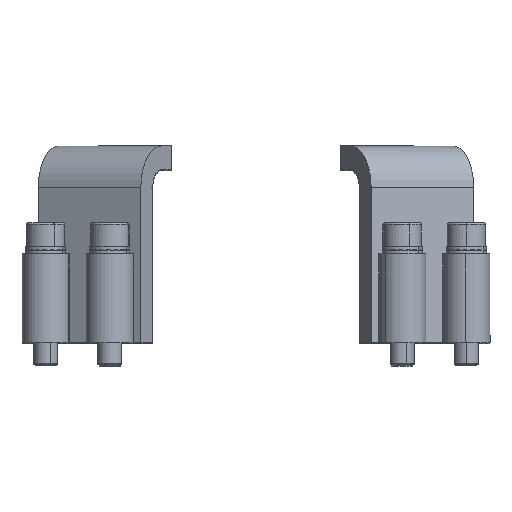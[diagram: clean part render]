
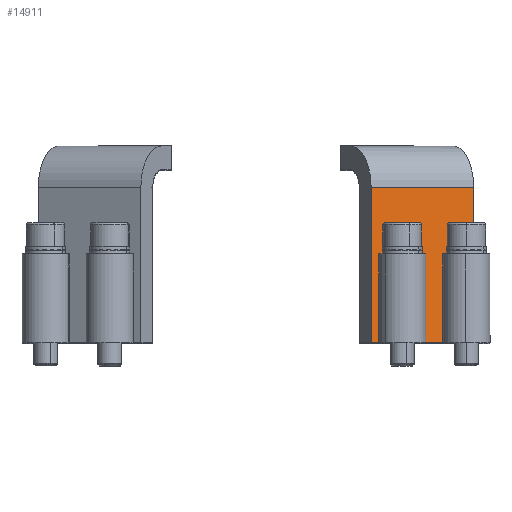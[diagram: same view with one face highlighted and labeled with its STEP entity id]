
A CAD part, top view. The second image highlights one B-rep face of the part: STEP entity #14911.
In plain terms, the highlighted planar face has unit normal (0.5, 0, 0.866).
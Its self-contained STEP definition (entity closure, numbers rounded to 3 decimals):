
#1328 = PLANE ( 'NONE',  #5766 ) ;
#1664 = DIRECTION ( 'NONE',  ( -0.5, 0., -0.866 ) ) ;
#2232 = VECTOR ( 'NONE', #19858, 1000. ) ;
#3150 = LINE ( 'NONE', #19237, #2232 ) ;
#3668 = ORIENTED_EDGE ( 'NONE', *, *, #37546, .T. ) ;
#4467 = CARTESIAN_POINT ( 'NONE',  ( 73.497, -4.8, 87.3 ) ) ;
#4580 = DIRECTION ( 'NONE',  ( -0.866, 0., 0.5 ) ) ;
#5410 = CARTESIAN_POINT ( 'NONE',  ( 38.856, 47.65, 107.3 ) ) ;
#5557 = CARTESIAN_POINT ( 'NONE',  ( 73.497, 47.65, 87.3 ) ) ;
#5766 = AXIS2_PLACEMENT_3D ( 'NONE', #30658, #1664, #4580 ) ;
#6325 = VERTEX_POINT ( 'NONE', #4467 ) ;
#8455 = DIRECTION ( 'NONE',  ( 0., -1., 0. ) ) ;
#8776 = VECTOR ( 'NONE', #10782, 1000. ) ;
#9011 = VERTEX_POINT ( 'NONE', #24786 ) ;
#10782 = DIRECTION ( 'NONE',  ( 0.866, 0., -0.5 ) ) ;
#13590 = ORIENTED_EDGE ( 'NONE', *, *, #17349, .F. ) ;
#14911 = ADVANCED_FACE ( 'NONE', ( #36588 ), #1328, .F. ) ;
#15647 = CARTESIAN_POINT ( 'NONE',  ( 38.856, -4.8, 107.3 ) ) ;
#15716 = VECTOR ( 'NONE', #37405, 1000. ) ;
#16665 = LINE ( 'NONE', #31650, #15716 ) ;
#17349 = EDGE_CURVE ( 'NONE', #27598, #6325, #31099, .T. ) ;
#18357 = EDGE_CURVE ( 'NONE', #9011, #27598, #18455, .T. ) ;
#18455 = LINE ( 'NONE', #5410, #8776 ) ;
#19237 = CARTESIAN_POINT ( 'NONE',  ( 38.856, -4.8, 107.3 ) ) ;
#19525 = VERTEX_POINT ( 'NONE', #15647 ) ;
#19858 = DIRECTION ( 'NONE',  ( 0.866, 0., -0.5 ) ) ;
#24786 = CARTESIAN_POINT ( 'NONE',  ( 38.856, 47.65, 107.3 ) ) ;
#25952 = ORIENTED_EDGE ( 'NONE', *, *, #27244, .T. ) ;
#27244 = EDGE_CURVE ( 'NONE', #9011, #19525, #16665, .T. ) ;
#27598 = VERTEX_POINT ( 'NONE', #35323 ) ;
#30658 = CARTESIAN_POINT ( 'NONE',  ( 38.856, 47.65, 107.3 ) ) ;
#30751 = EDGE_LOOP ( 'NONE', ( #3668, #13590, #32028, #25952 ) ) ;
#31099 = LINE ( 'NONE', #5557, #34399 ) ;
#31650 = CARTESIAN_POINT ( 'NONE',  ( 38.856, 47.65, 107.3 ) ) ;
#32028 = ORIENTED_EDGE ( 'NONE', *, *, #18357, .F. ) ;
#34399 = VECTOR ( 'NONE', #8455, 1000. ) ;
#35323 = CARTESIAN_POINT ( 'NONE',  ( 73.497, 47.65, 87.3 ) ) ;
#36588 = FACE_OUTER_BOUND ( 'NONE', #30751, .T. ) ;
#37405 = DIRECTION ( 'NONE',  ( 0., -1., 0. ) ) ;
#37546 = EDGE_CURVE ( 'NONE', #19525, #6325, #3150, .T. ) ;
